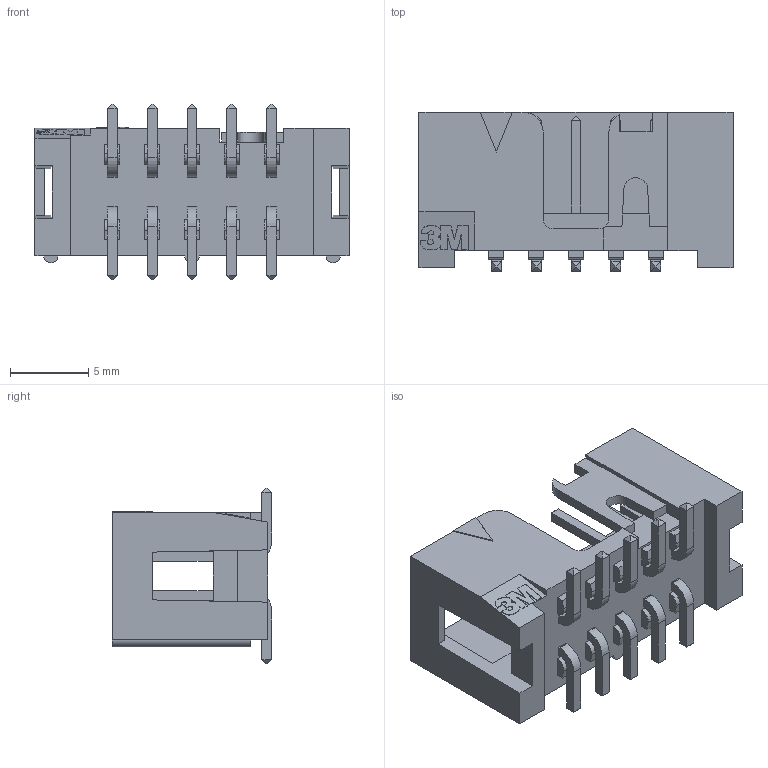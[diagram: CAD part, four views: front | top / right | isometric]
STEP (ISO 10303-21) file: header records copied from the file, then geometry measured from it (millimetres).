
FILE_DESCRIPTION(('STEP AP214'),'1');
FILE_NAME('n2510-6v0c-rb-wd.stp','2025-10-30T13:54:26',('TraceParts'),('TraceParts S.A.S.'),'Spatial InterOp 3D',' ',' ');
FILE_SCHEMA(('AUTOMOTIVE_DESIGN { 1 0 10303 214 1 1 1 1 }'));
Length unit declared in the file: millimetre
Products named in the file (1): 1
Bounding box: 20.02 x 10.16 x 11.18 mm (x, y, z)
Volume: 666.5 mm3; surface area: 1433 mm2
Topology: 1 solids, 1 shells, 407 faces, 1055 edges, 676 vertices
Faces by surface type: plane 367, cylinder 40
Entity records: 15419 total; most frequent: CARTESIAN_POINT 2139, ORIENTED_EDGE 2110, DIRECTION 1953, EDGE_CURVE 1055, LINE 973, VECTOR 973, VERTEX_POINT 676, AXIS2_PLACEMENT_3D 490
